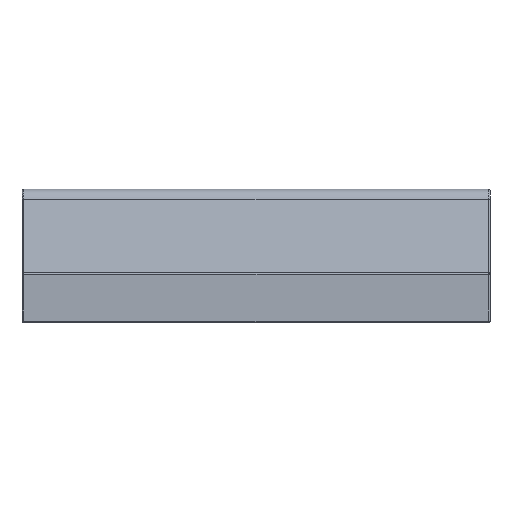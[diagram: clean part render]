
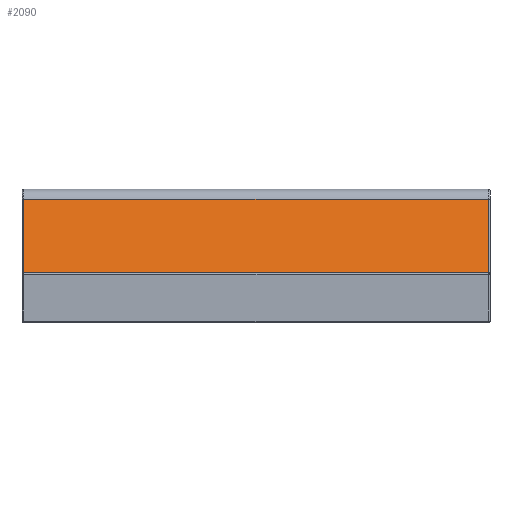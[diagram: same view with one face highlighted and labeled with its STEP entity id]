
A CAD part, left-side view. The second image highlights one B-rep face of the part: STEP entity #2090.
In plain terms, the highlighted planar face has unit normal (-0.966, 0, 0.259).
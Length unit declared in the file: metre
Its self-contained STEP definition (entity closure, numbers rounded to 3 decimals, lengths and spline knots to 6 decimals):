
#468=ORIENTED_EDGE('',*,*,#1116,.T.);
#469=ORIENTED_EDGE('',*,*,#1117,.T.);
#470=ORIENTED_EDGE('',*,*,#1118,.T.);
#471=ORIENTED_EDGE('',*,*,#1119,.T.);
#1116=EDGE_CURVE('',#1440,#1441,#1584,.T.);
#1117=EDGE_CURVE('',#1441,#1442,#1585,.F.);
#1118=EDGE_CURVE('',#1442,#1443,#1586,.F.);
#1119=EDGE_CURVE('',#1443,#1440,#1587,.T.);
#1440=VERTEX_POINT('',#3688);
#1441=VERTEX_POINT('',#3689);
#1442=VERTEX_POINT('',#3691);
#1443=VERTEX_POINT('',#3693);
#1584=LINE('',#3687,#1728);
#1585=LINE('',#3690,#1729);
#1586=LINE('',#3692,#1730);
#1587=LINE('',#3694,#1731);
#1728=VECTOR('',#2791,1.);
#1729=VECTOR('',#2792,1.);
#1730=VECTOR('',#2793,1.);
#1731=VECTOR('',#2794,1.);
#1772=EDGE_LOOP('',(#468,#469,#470,#471));
#1918=FACE_BOUND('',#1772,.T.);
#2064=PLANE('',#2285);
#2090=ADVANCED_FACE('',(#1918),#2064,.T.);
#2285=AXIS2_PLACEMENT_3D('',#3686,#2789,#2790);
#2789=DIRECTION('',(-0.966,0.,0.259));
#2790=DIRECTION('',(0.259,0.,0.966));
#2791=DIRECTION('',(0.,-1.,0.));
#2792=DIRECTION('',(-0.259,0.,-0.966));
#2793=DIRECTION('',(0.,-1.,0.));
#2794=DIRECTION('',(-0.259,0.,-0.966));
#3686=CARTESIAN_POINT('',(-0.0481,0.,0.));
#3687=CARTESIAN_POINT('',(-0.047703,0.,0.001482));
#3688=CARTESIAN_POINT('',(-0.047703,0.0695,0.001482));
#3689=CARTESIAN_POINT('',(-0.047703,-0.0695,0.001482));
#3690=CARTESIAN_POINT('',(-0.0481,-0.0695,0.));
#3691=CARTESIAN_POINT('',(-0.040856,-0.0695,0.027035));
#3692=CARTESIAN_POINT('',(-0.040856,0.07,0.027035));
#3693=CARTESIAN_POINT('',(-0.040856,0.0695,0.027035));
#3694=CARTESIAN_POINT('',(-0.047703,0.0695,0.001482));
